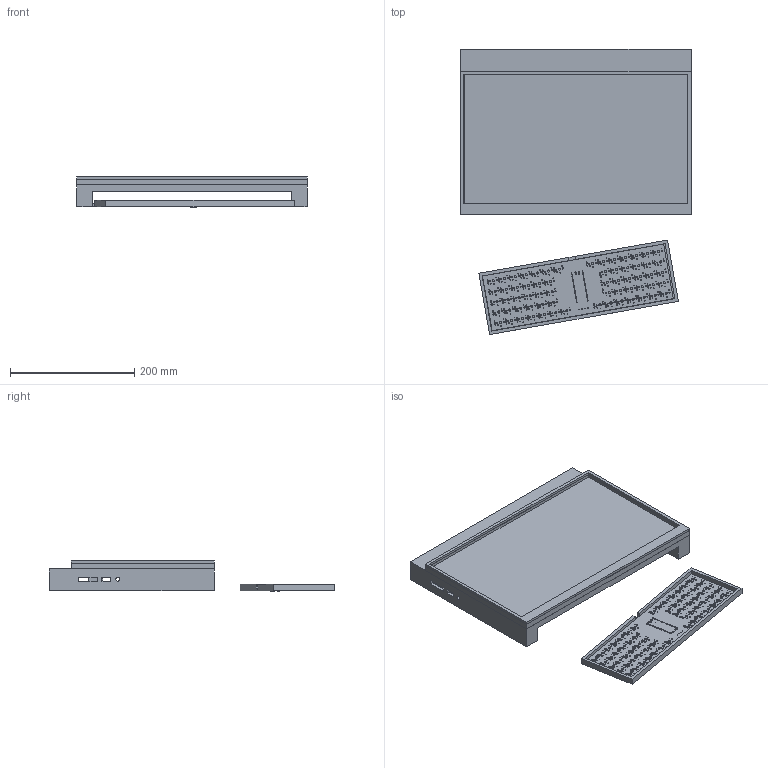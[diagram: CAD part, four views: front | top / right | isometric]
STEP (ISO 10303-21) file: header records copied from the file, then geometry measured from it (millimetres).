
FILE_DESCRIPTION(/* description */ (''),/* implementation_level */ '2;1');
FILE_NAME(/* name */ 'Caloscwithpcb.step',/* time_stamp */ '2025-11-11T17:51:54+01:00',/* author */ (''),/* organization */ (''),/* preprocessor_version */ 'ST-DEVELOPER v20.1',/* originating_system */ 'Autodesk Translation Framework v14.17.0.0',/* authorisation */ '');
FILE_SCHEMA (('AUTOMOTIVE_DESIGN { 1 0 10303 214 3 1 1 }'));
Length unit declared in the file: millimetre
Products named in the file (10): 2025-11-11-14-30-01-137; 2025-11-11-11-04-48-412; 2025-11-11-11-56-58-559; 2025-11-11-11-18-34-591; 2025-11-11-11-26-44-034; 2025-11-11-10-53-27-840; 2025-11-11-10-53-27-842; 2025-11-11-10-53-27-843; 2025-11-11-10-53-27-844; 2025-11-11-10-53-27-841
Assembly tree (72 placements, depth 4):
  2025-11-11-14-30-01-137
    2025-11-11-11-04-48-412
    2025-11-11-11-56-58-559
    2025-11-11-11-18-34-591
    2025-11-11-11-26-44-034
    2025-11-11-10-53-27-840
      2025-11-11-10-53-27-841  x64
      2025-11-11-10-53-27-842
        2025-11-11-10-53-27-843
      2025-11-11-10-53-27-844
Bounding box: 370.21 x 458.21 x 48.78 mm (x, y, z)
Volume: 1050730.7 mm3; surface area: 534263.2 mm2
Topology: 134 solids, 134 shells, 2137 faces, 5110 edges, 3396 vertices
Faces by surface type: cylinder 1067, plane 812, torus 258
Full cylindrical faces by diameter (mm): 0.5 x192, 0.8 x128, 0.991 x64, 1 x83, 1.15 x4, 1.27 x128, 1.702 x128, 1.85 x2, 2 x128, 2.02 x64, 2.1 x4, 2.2 x2, 3.429 x64, 6.5 x1
Entity records: 42466 total; most frequent: DIRECTION 7302, CARTESIAN_POINT 6819, ORIENTED_EDGE 6692, EDGE_CURVE 3346, AXIS2_PLACEMENT_3D 2745, EDGE_LOOP 2390, VERTEX_POINT 2262, LINE 1812
